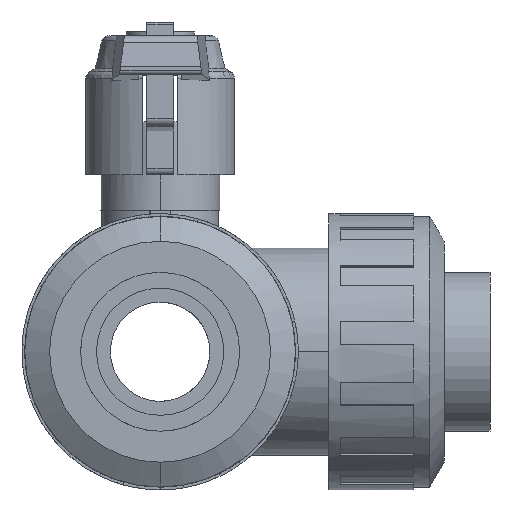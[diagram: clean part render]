
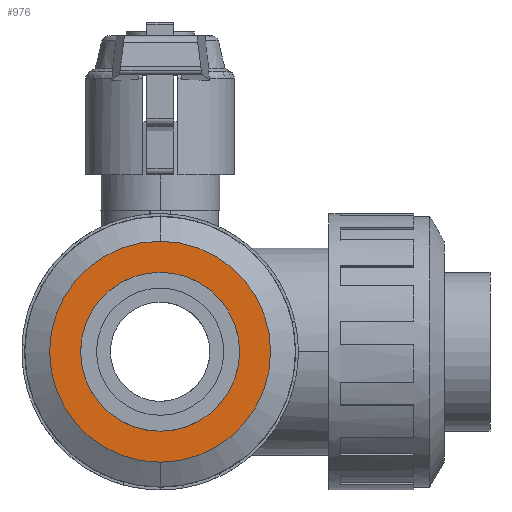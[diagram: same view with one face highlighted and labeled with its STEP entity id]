
A CAD part, left-side view. The second image highlights one B-rep face of the part: STEP entity #976.
In plain terms, the highlighted planar face has unit normal (-1, 0, 0).
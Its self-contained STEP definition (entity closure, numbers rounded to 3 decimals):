
#976=ADVANCED_FACE('',(#2073,#2074),#2075,.T.);
#2073=FACE_BOUND('',#3292,.T.);
#2074=FACE_OUTER_BOUND('',#3293,.T.);
#2075=PLANE('',#3294);
#3292=EDGE_LOOP('',(#6410,#6411));
#3293=EDGE_LOOP('',(#6412,#6413));
#3294=AXIS2_PLACEMENT_3D('',#6414,#6415,#6416);
#6410=ORIENTED_EDGE('',*,*,#8569,.F.);
#6411=ORIENTED_EDGE('',*,*,#7578,.F.);
#6412=ORIENTED_EDGE('',*,*,#7583,.T.);
#6413=ORIENTED_EDGE('',*,*,#8567,.T.);
#6414=CARTESIAN_POINT('',(-71.451,0.0,23.9));
#6415=DIRECTION('',(-1.0,0.0,0.0));
#6416=DIRECTION('',(0.0,-0.0,1.0));
#7578=EDGE_CURVE('',#9217,#9213,#9219,.T.);
#7583=EDGE_CURVE('',#9222,#9226,#9228,.T.);
#8567=EDGE_CURVE('',#9226,#9222,#10694,.T.);
#8569=EDGE_CURVE('',#9213,#9217,#10696,.T.);
#9213=VERTEX_POINT('',#11574);
#9217=VERTEX_POINT('',#11579);
#9219=CIRCLE('',#11582,20.0);
#9222=VERTEX_POINT('',#11585);
#9226=VERTEX_POINT('',#11590);
#9228=CIRCLE('',#11593,27.8);
#10694=CIRCLE('',#14047,27.8);
#10696=CIRCLE('',#14049,20.0);
#11574=CARTESIAN_POINT('',(-71.451,0.0,20.0));
#11579=CARTESIAN_POINT('',(-71.451,0.,-20.0));
#11582=AXIS2_PLACEMENT_3D('',#14842,#14843,#14844);
#11585=CARTESIAN_POINT('',(-71.451,0.0,27.8));
#11590=CARTESIAN_POINT('',(-71.451,0.,-27.8));
#11593=AXIS2_PLACEMENT_3D('',#14850,#14851,#14852);
#14047=AXIS2_PLACEMENT_3D('',#16014,#16015,#16016);
#14049=AXIS2_PLACEMENT_3D('',#16017,#16018,#16019);
#14842=CARTESIAN_POINT('',(-71.451,0.0,0.0));
#14843=DIRECTION('',(-1.0,0.0,0.0));
#14844=DIRECTION('',(0.0,-0.0,1.0));
#14850=CARTESIAN_POINT('',(-71.451,0.0,0.0));
#14851=DIRECTION('',(-1.0,0.0,0.0));
#14852=DIRECTION('',(0.0,-0.0,1.0));
#16014=CARTESIAN_POINT('',(-71.451,0.0,0.0));
#16015=DIRECTION('',(-1.0,0.0,0.0));
#16016=DIRECTION('',(0.0,-0.0,1.0));
#16017=CARTESIAN_POINT('',(-71.451,0.0,0.0));
#16018=DIRECTION('',(-1.0,0.0,0.0));
#16019=DIRECTION('',(0.0,-0.0,1.0));
